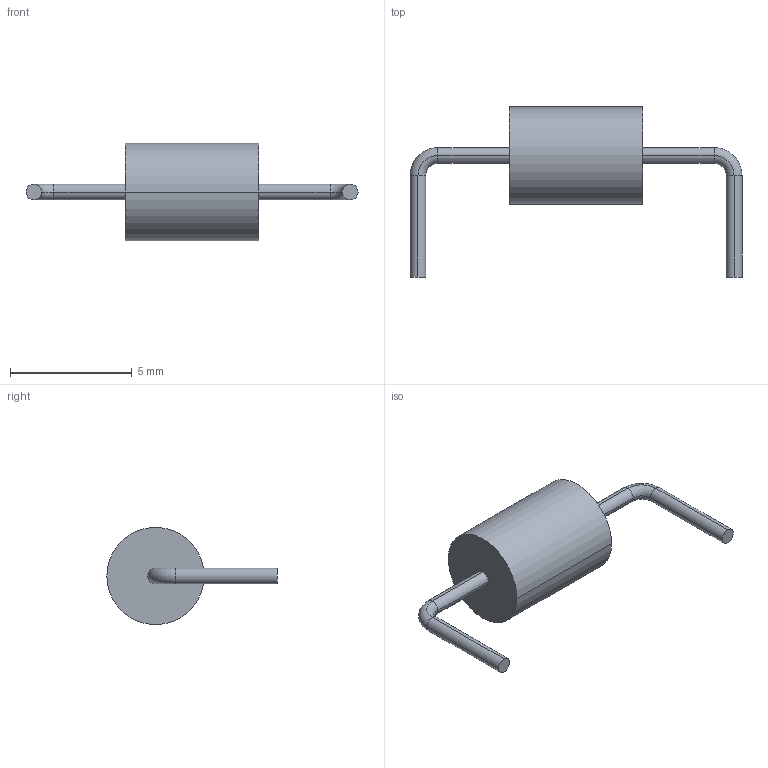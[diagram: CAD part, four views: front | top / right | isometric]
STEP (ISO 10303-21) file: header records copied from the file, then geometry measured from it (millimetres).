
FILE_DESCRIPTION((''),'2;1');
FILE_NAME('FERRITE-H_P13_D4_L5-5','2019-02-11T',('Dragos'),(''),'PRO/ENGINEER BY PARAMETRIC TECHNOLOGY CORPORATION, 2004440','PRO/ENGINEER BY PARAMETRIC TECHNOLOGY CORPORATION, 2004440','');
FILE_SCHEMA(('AUTOMOTIVE_DESIGN { 1 0 10303 214 1 1 1 1 }'));
Length unit declared in the file: millimetre
Products named in the file (1): FERRITE-H_P13_D4_L5-5
Bounding box: 13.65 x 7 x 4 mm (x, y, z)
Volume: 74.7 mm3; surface area: 128.5 mm2
Topology: 1 solids, 1 shells, 18 faces, 35 edges, 22 vertices
Faces by surface type: cylinder 10, plane 4, torus 4
Entity records: 836 total; most frequent: DIRECTION 97, CARTESIAN_POINT 75, ORIENTED_EDGE 68, PRESENTATION_STYLE_ASSIGNMENT 51, COLOUR_RGB 43, AXIS2_PLACEMENT_3D 43, STYLED_ITEM 37, CURVE_STYLE 36
